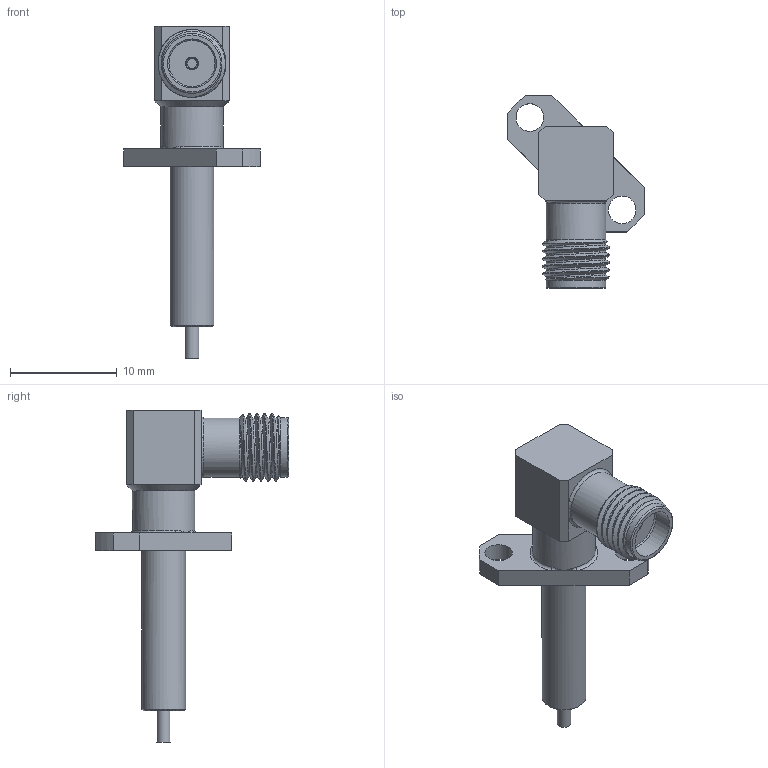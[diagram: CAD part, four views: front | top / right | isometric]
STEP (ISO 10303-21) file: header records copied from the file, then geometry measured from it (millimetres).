
FILE_DESCRIPTION (( 'STEP AP203' ), '1' );
FILE_NAME ('PE44238_3D.step', '2021-03-01T16:42:23', ( '' ), ( '' ), 'SwSTEP 2.0', 'SolidWorks 2018', '' );
FILE_SCHEMA (( 'CONFIG_CONTROL_DESIGN' ));
Length unit declared in the file: inch
Products named in the file (1): PE44238_3D
Bounding box: 12.77 x 18.07 x 31.06 mm (x, y, z)
Volume: 966.2 mm3; surface area: 975.4 mm2
Topology: 1 solids, 1 shells, 67 faces, 167 edges, 103 vertices
Faces by surface type: plane 33, cylinder 13, bspline 9, cone 7, torus 5
Full cylindrical faces by diameter (mm): 0.94 x1, 1.194 x1, 1.27 x1, 2.591 x2, 4.115 x1, 4.572 x1, 5.582 x2, 5.842 x1
Entity records: 3185 total; most frequent: CARTESIAN_POINT 1665, DIRECTION 288, ORIENTED_EDGE 286, EDGE_CURVE 143, AXIS2_PLACEMENT_3D 109, VERTEX_POINT 97, EDGE_LOOP 90, FACE_OUTER_BOUND 78
